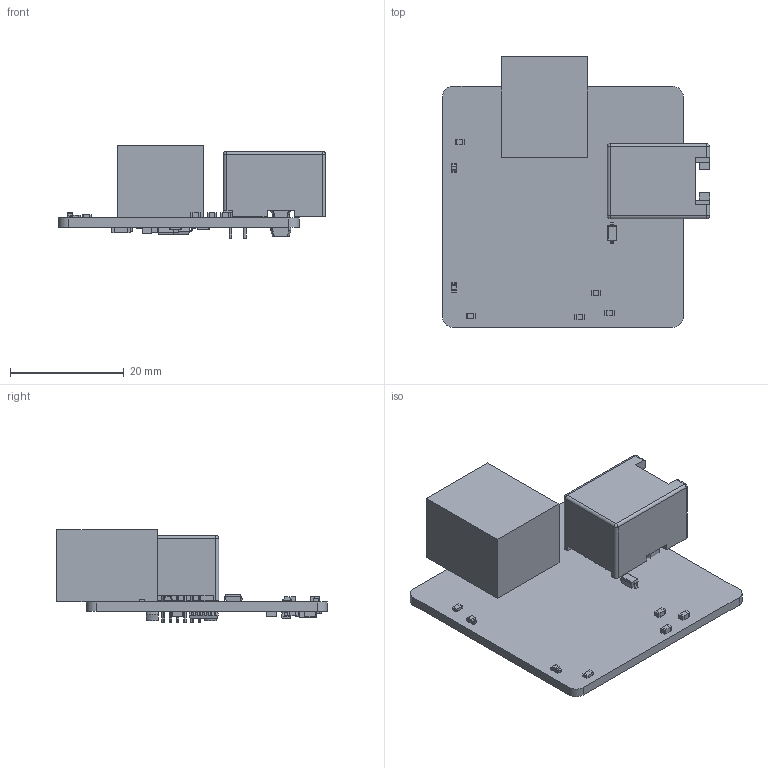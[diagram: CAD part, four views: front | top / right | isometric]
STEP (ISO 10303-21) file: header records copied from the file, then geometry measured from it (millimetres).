
FILE_DESCRIPTION(('Open CASCADE Model'),'2;1');
FILE_NAME('Open CASCADE Shape Model','2022-04-16T20:22:16',('Author'),( 'Open CASCADE'),'Open CASCADE STEP processor 6.8','Open CASCADE 6.8' ,'Unknown');
FILE_SCHEMA(('AUTOMOTIVE_DESIGN { 1 0 10303 214 1 1 1 1 }'));
Length unit declared in the file: millimetre
Products named in the file (69): PCB; Board; Open CASCADE STEP translator 6.8 2.1.1; U4; -1727257000; Extruded; L2; -1727258520; -1727265280; 3216_10u2; -1821722328; -1821722368; 3216_10u1; 2012_100kR; 0805_Resistor; 2012_13.7kR; 2012_0.1u; -1821722488; -1821722568; R9; -1727275080; -1727274640; R7; R8; R20; -1727259200; -1727275000; R19; -1727261280; -1727256760; 24V; User_Library-LTST-C190TBKT; User_Library-LTST-C190TBKT_Pad; User_Library-LTST-C190TBKT_Pad005; User_Library-LTST-C190TBKT_Pad001; User_Library-LTST-C190TBKT_Pad004; User_Library-LTST-C190TBKT_Pad003; User_Library-LTST-C190TBKT_Lens; -1821721048; 5V ...
Assembly tree (93 placements, depth 4):
  PCB
    Board
      Open CASCADE STEP translator 6.8 2.1.1
    U4
      -1727257000
        Extruded
    L2
      -1727258520  x2
        Extruded
      -1727265280
        Extruded
    3216_10u2
      -1821722328  x2
        Extruded
      -1821722368
        Extruded
    3216_10u1
      -1821722328  x2
        Extruded
      -1821722368
        Extruded
    2012_100kR
      0805_Resistor
    2012_13.7kR
      0805_Resistor
    2012_0.1u
      -1821722488  x2
        Extruded
      -1821722568
        Extruded
    R9
      -1727275080  x2
        Extruded
      -1727274640
        Extruded
    R7
      -1727274640
        Extruded
      -1727275080  x2
        Extruded
    R8
      -1727274640
        Extruded
      -1727275080  x2
        Extruded
    R20
      -1727259200
        Extruded
      -1727275000  x2
        Extruded
    R19
      -1727261280  x2
        Extruded
      -1727256760
        Extruded
    24V
      User_Library-LTST-C190TBKT
        User_Library-LTST-C190TBKT_Pad
        User_Library-LTST-C190TBKT_Pad005
        User_Library-LTST-C190TBKT_Pad001
Bounding box: 47.05 x 47.62 x 16.25 mm (x, y, z)
Volume: 8267.5 mm3; surface area: 7256.7 mm2
Topology: 70 solids, 70 shells, 950 faces, 2273 edges, 1462 vertices
Faces by surface type: plane 717, cylinder 199, sphere 20, cone 10, torus 4
Entity records: 22526 total; most frequent: CARTESIAN_POINT 3701, DIRECTION 3243, ORIENTED_EDGE 3146, EDGE_CURVE 1573, LINE 1255, VECTOR 1255, VERTEX_POINT 1024, AXIS2_PLACEMENT_3D 994
